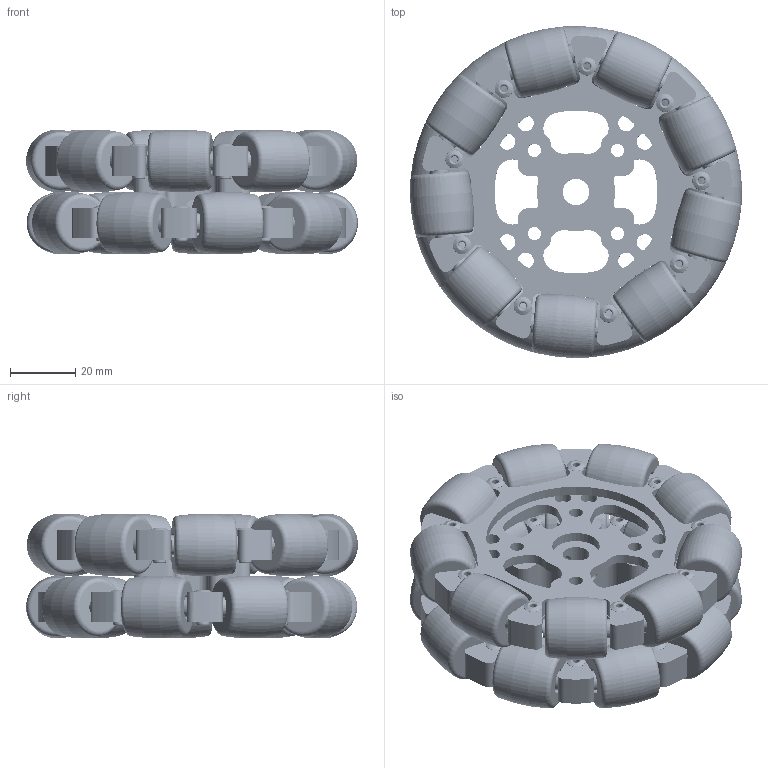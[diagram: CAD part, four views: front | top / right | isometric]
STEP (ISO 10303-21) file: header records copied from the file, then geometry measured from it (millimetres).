
FILE_DESCRIPTION (( 'STEP AP214' ), '1' );
FILE_NAME ('omisa自作QL-10vol1 完成アセンブリ214.STEP', '2018-12-31T23:16:56', ( '' ), ( '' ), 'SwSTEP 2.0', 'SolidWorks 2017', '' );
FILE_SCHEMA (( 'AUTOMOTIVE_DESIGN' ));
Length unit declared in the file: millimetre
Products named in the file (11): ベアリング(3-8-4); omisa自作QL-10vol1 サブ板; omisa自作QL-10vol1 完成アセンブリ214; omisa自作QL-10vol1 リベット; omisa自作QL-10 ピン; omisa自作QL-10 スペーサ; omisa自作QL-10vol1 メイン板; omisa自作QL-10vol1 軸固定; omisa自作QL-10 バレルユニット; omisa自作QL-10 バレル; omisa自作QL-10vol1 片輪ユニット
Assembly tree (34 placements, depth 4):
  omisa自作QL-10vol1 完成アセンブリ214
    omisa自作QL-10vol1 軸固定
    omisa自作QL-10vol1 片輪ユニット  x2
      omisa自作QL-10vol1 メイン板
      omisa自作QL-10vol1 サブ板
      omisa自作QL-10 バレルユニット
        ベアリング(3-8-4)  x2
        omisa自作QL-10 バレル
        omisa自作QL-10 スペーサ  x2
        omisa自作QL-10 ピン
      omisa自作QL-10vol1 リベット
Bounding box: 101.49 x 101.51 x 38.1 mm (x, y, z)
Volume: 187413.9 mm3; surface area: 148055.3 mm2
Topology: 151 solids, 151 shells, 3642 faces, 8990 edges, 5868 vertices
Faces by surface type: cylinder 1830, plane 1076, torus 700, sphere 36
Entity records: 16336 total; most frequent: DIRECTION 2934, CARTESIAN_POINT 2878, ORIENTED_EDGE 2624, EDGE_CURVE 1312, AXIS2_PLACEMENT_3D 1124, VERTEX_POINT 868, VECTOR 686, LINE 686
